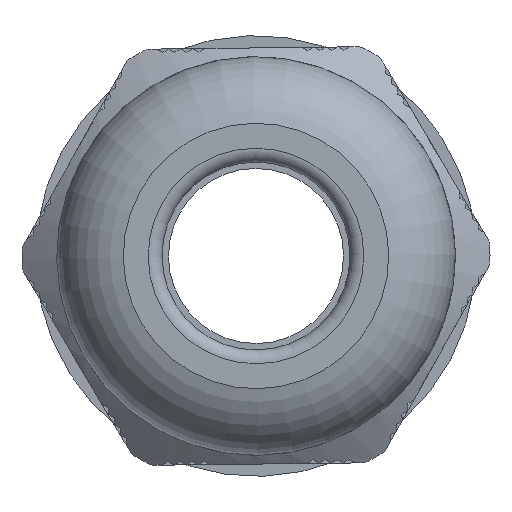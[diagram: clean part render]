
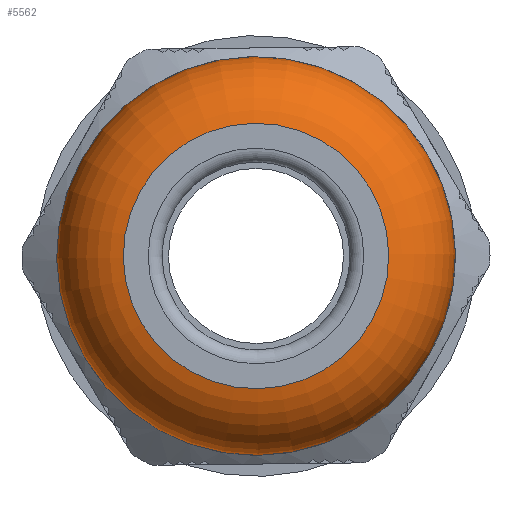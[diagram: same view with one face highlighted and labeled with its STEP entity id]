
A CAD part, left-side view. The second image highlights one B-rep face of the part: STEP entity #5562.
In plain terms, the highlighted toroidal (fillet/blend) face has major radius 4.184 mm and minor radius 3.001 mm.
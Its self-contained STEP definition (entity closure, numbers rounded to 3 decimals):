
#264=TOROIDAL_SURFACE('',#6030,4.184,3.001);
#296=FACE_BOUND('',#1115,.T.);
#795=FACE_OUTER_BOUND('',#1114,.T.);
#1114=EDGE_LOOP('',(#5186));
#1115=EDGE_LOOP('',(#5187));
#2186=CIRCLE('',#6025,4.785);
#2188=CIRCLE('',#6031,7.185);
#2742=VERTEX_POINT('',#12262);
#2743=VERTEX_POINT('',#12269);
#3559=EDGE_CURVE('',#2742,#2742,#2186,.T.);
#3561=EDGE_CURVE('',#2743,#2743,#2188,.T.);
#5186=ORIENTED_EDGE('',*,*,#3561,.F.);
#5187=ORIENTED_EDGE('',*,*,#3559,.T.);
#5562=ADVANCED_FACE('',(#795,#296),#264,.T.);
#6025=AXIS2_PLACEMENT_3D('',#12263,#7390,#7391);
#6030=AXIS2_PLACEMENT_3D('',#12268,#7400,#7401);
#6031=AXIS2_PLACEMENT_3D('',#12270,#7402,#7403);
#7390=DIRECTION('center_axis',(1.,0.,0.));
#7391=DIRECTION('ref_axis',(0.,0.,-1.));
#7400=DIRECTION('center_axis',(1.,0.,0.));
#7401=DIRECTION('ref_axis',(0.,0.,-1.));
#7402=DIRECTION('center_axis',(1.,0.,0.));
#7403=DIRECTION('ref_axis',(0.,0.,-1.));
#12262=CARTESIAN_POINT('',(-13.91,4.785,0.));
#12263=CARTESIAN_POINT('Origin',(-13.91,0.,0.));
#12268=CARTESIAN_POINT('Origin',(-10.97,0.,0.));
#12269=CARTESIAN_POINT('',(-10.97,7.185,0.));
#12270=CARTESIAN_POINT('Origin',(-10.97,0.,0.));
